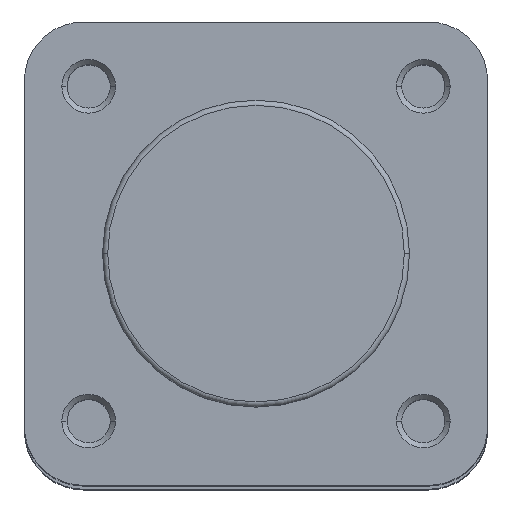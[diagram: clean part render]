
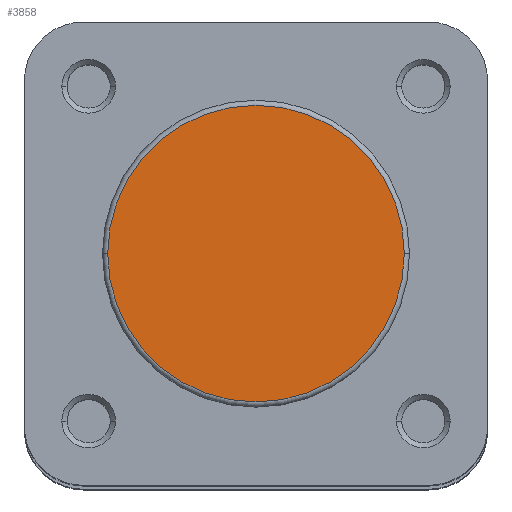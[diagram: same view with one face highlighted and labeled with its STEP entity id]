
A CAD part, top view. The second image highlights one B-rep face of the part: STEP entity #3858.
In plain terms, the highlighted planar face has unit normal (0, 0, 1).
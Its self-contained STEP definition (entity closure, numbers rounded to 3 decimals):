
#34 = VERTEX_POINT ( 'NONE', #3357 ) ;
#229 = EDGE_CURVE ( 'NONE', #2617, #34, #4247, .T. ) ;
#275 = EDGE_CURVE ( 'NONE', #34, #2617, #4317, .T. ) ;
#779 = CARTESIAN_POINT ( 'NONE',  ( 14.4, 0., 0. ) ) ;
#1375 = CARTESIAN_POINT ( 'NONE',  ( 0., 14.9, 0. ) ) ;
#1376 = PLANE ( 'NONE',  #2165 ) ;
#1378 = DIRECTION ( 'NONE',  ( 0., 0., -1. ) ) ;
#1379 = DIRECTION ( 'NONE',  ( -1., 0., 0. ) ) ;
#1729 = FACE_OUTER_BOUND ( 'NONE', #3984, .T. ) ;
#1881 = AXIS2_PLACEMENT_3D ( 'NONE', #2898, #2897, #2896 ) ;
#1903 = AXIS2_PLACEMENT_3D ( 'NONE', #2772, #2813, #3385 ) ;
#2165 = AXIS2_PLACEMENT_3D ( 'NONE', #1375, #1378, #1379 ) ;
#2617 = VERTEX_POINT ( 'NONE', #779 ) ;
#2772 = CARTESIAN_POINT ( 'NONE',  ( 0., 0., 0. ) ) ;
#2813 = DIRECTION ( 'NONE',  ( 0., 0., 1. ) ) ;
#2896 = DIRECTION ( 'NONE',  ( -1., 0., 0. ) ) ;
#2897 = DIRECTION ( 'NONE',  ( 0., 0., 1. ) ) ;
#2898 = CARTESIAN_POINT ( 'NONE',  ( 0., 0., 0. ) ) ;
#3099 = ORIENTED_EDGE ( 'NONE', *, *, #229, .T. ) ;
#3357 = CARTESIAN_POINT ( 'NONE',  ( -14.4, 0., 0. ) ) ;
#3385 = DIRECTION ( 'NONE',  ( -1., 0., 0. ) ) ;
#3700 = ORIENTED_EDGE ( 'NONE', *, *, #275, .T. ) ;
#3858 = ADVANCED_FACE ( 'NONE', ( #1729 ), #1376, .F. ) ;
#3984 = EDGE_LOOP ( 'NONE', ( #3700, #3099 ) ) ;
#4247 = CIRCLE ( 'NONE', #1881, 14.4 ) ;
#4317 = CIRCLE ( 'NONE', #1903, 14.4 ) ;
